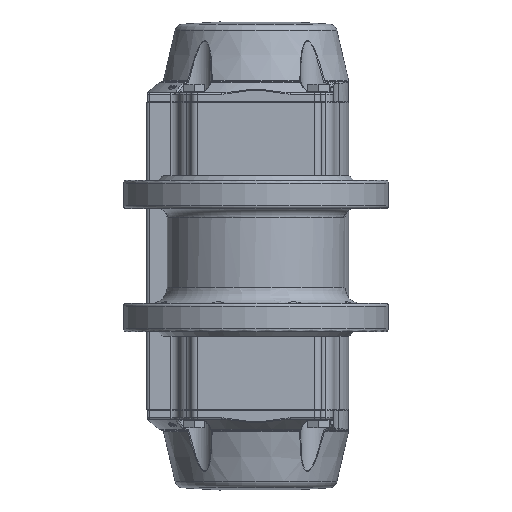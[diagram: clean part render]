
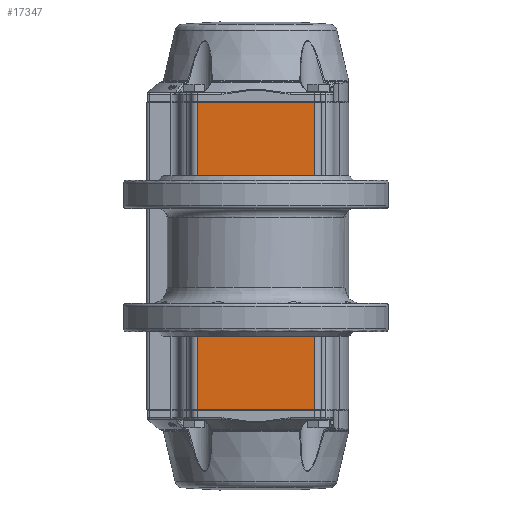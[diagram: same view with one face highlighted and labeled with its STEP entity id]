
A CAD part, front view. The second image highlights one B-rep face of the part: STEP entity #17347.
In plain terms, the highlighted planar face has unit normal (0, -1, 0).
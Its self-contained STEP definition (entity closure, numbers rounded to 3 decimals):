
#738=PLANE('',#18708);
#1124=LINE('',#35563,#1923);
#1180=LINE('',#35748,#1979);
#1274=LINE('',#36018,#2073);
#1275=LINE('',#36021,#2074);
#1923=VECTOR('',#21040,1000.);
#1979=VECTOR('',#21230,1000.);
#2073=VECTOR('',#21514,1000.);
#2074=VECTOR('',#21519,1000.);
#2784=CIRCLE('',#18709,3.4);
#2785=CIRCLE('',#18710,3.4);
#2786=CIRCLE('',#18711,3.4);
#2787=CIRCLE('',#18712,3.4);
#2788=CIRCLE('',#18713,4.25);
#2789=CIRCLE('',#18714,4.25);
#2790=CIRCLE('',#18715,4.25);
#2791=CIRCLE('',#18716,4.25);
#2792=CIRCLE('',#18717,27.5);
#4931=ORIENTED_EDGE('',*,*,#8907,.F.);
#4932=ORIENTED_EDGE('',*,*,#8773,.T.);
#4933=ORIENTED_EDGE('',*,*,#8909,.T.);
#4934=ORIENTED_EDGE('',*,*,#8681,.T.);
#4935=ORIENTED_EDGE('',*,*,#8910,.F.);
#4936=ORIENTED_EDGE('',*,*,#8911,.F.);
#4937=ORIENTED_EDGE('',*,*,#8912,.F.);
#4938=ORIENTED_EDGE('',*,*,#8913,.F.);
#4939=ORIENTED_EDGE('',*,*,#8914,.F.);
#4940=ORIENTED_EDGE('',*,*,#8915,.F.);
#4941=ORIENTED_EDGE('',*,*,#8916,.F.);
#4942=ORIENTED_EDGE('',*,*,#8917,.F.);
#4943=ORIENTED_EDGE('',*,*,#8918,.T.);
#8681=EDGE_CURVE('',#10812,#10815,#1124,.T.);
#8773=EDGE_CURVE('',#10878,#10877,#1180,.T.);
#8907=EDGE_CURVE('',#10878,#10815,#1274,.T.);
#8909=EDGE_CURVE('',#10877,#10812,#1275,.T.);
#8910=EDGE_CURVE('',#10959,#10959,#2784,.T.);
#8911=EDGE_CURVE('',#10960,#10960,#2785,.T.);
#8912=EDGE_CURVE('',#10961,#10961,#2786,.T.);
#8913=EDGE_CURVE('',#10962,#10962,#2787,.T.);
#8914=EDGE_CURVE('',#10963,#10963,#2788,.T.);
#8915=EDGE_CURVE('',#10964,#10964,#2789,.T.);
#8916=EDGE_CURVE('',#10965,#10965,#2790,.T.);
#8917=EDGE_CURVE('',#10966,#10966,#2791,.T.);
#8918=EDGE_CURVE('',#10967,#10967,#2792,.T.);
#10812=VERTEX_POINT('',#35557);
#10815=VERTEX_POINT('',#35562);
#10877=VERTEX_POINT('',#35747);
#10878=VERTEX_POINT('',#35749);
#10959=VERTEX_POINT('',#36023);
#10960=VERTEX_POINT('',#36025);
#10961=VERTEX_POINT('',#36027);
#10962=VERTEX_POINT('',#36029);
#10963=VERTEX_POINT('',#36031);
#10964=VERTEX_POINT('',#36033);
#10965=VERTEX_POINT('',#36035);
#10966=VERTEX_POINT('',#36037);
#10967=VERTEX_POINT('',#36039);
#12851=EDGE_LOOP('',(#4931,#4932,#4933,#4934));
#12852=EDGE_LOOP('',(#4935));
#12853=EDGE_LOOP('',(#4936));
#12854=EDGE_LOOP('',(#4937));
#12855=EDGE_LOOP('',(#4938));
#12856=EDGE_LOOP('',(#4939));
#12857=EDGE_LOOP('',(#4940));
#12858=EDGE_LOOP('',(#4941));
#12859=EDGE_LOOP('',(#4942));
#12860=EDGE_LOOP('',(#4943));
#14126=FACE_BOUND('',#12851,.T.);
#14127=FACE_BOUND('',#12852,.T.);
#14128=FACE_BOUND('',#12853,.T.);
#14129=FACE_BOUND('',#12854,.T.);
#14130=FACE_BOUND('',#12855,.T.);
#14131=FACE_BOUND('',#12856,.T.);
#14132=FACE_BOUND('',#12857,.T.);
#14133=FACE_BOUND('',#12858,.T.);
#14134=FACE_BOUND('',#12859,.T.);
#14135=FACE_BOUND('',#12860,.T.);
#17347=ADVANCED_FACE('',(#14126,#14127,#14128,#14129,#14130,#14131,#14132,
#14133,#14134,#14135),#738,.F.);
#18708=AXIS2_PLACEMENT_3D('',#36020,#21517,#21518);
#18709=AXIS2_PLACEMENT_3D('',#36022,#21520,#21521);
#18710=AXIS2_PLACEMENT_3D('',#36024,#21522,#21523);
#18711=AXIS2_PLACEMENT_3D('',#36026,#21524,#21525);
#18712=AXIS2_PLACEMENT_3D('',#36028,#21526,#21527);
#18713=AXIS2_PLACEMENT_3D('',#36030,#21528,#21529);
#18714=AXIS2_PLACEMENT_3D('',#36032,#21530,#21531);
#18715=AXIS2_PLACEMENT_3D('',#36034,#21532,#21533);
#18716=AXIS2_PLACEMENT_3D('',#36036,#21534,#21535);
#18717=AXIS2_PLACEMENT_3D('',#36038,#21536,#21537);
#21040=DIRECTION('',(1.,0.,0.));
#21230=DIRECTION('',(-1.,0.,0.));
#21514=DIRECTION('',(0.,0.,-1.));
#21517=DIRECTION('',(0.,1.,0.));
#21518=DIRECTION('',(0.,0.,1.));
#21519=DIRECTION('',(0.,0.,-1.));
#21520=DIRECTION('',(0.,-1.,0.));
#21521=DIRECTION('',(0.,0.,-1.));
#21522=DIRECTION('',(0.,-1.,0.));
#21523=DIRECTION('',(0.,0.,-1.));
#21524=DIRECTION('',(0.,-1.,0.));
#21525=DIRECTION('',(0.,0.,-1.));
#21526=DIRECTION('',(0.,-1.,0.));
#21527=DIRECTION('',(0.,0.,-1.));
#21528=DIRECTION('',(0.,-1.,0.));
#21529=DIRECTION('',(0.,0.,-1.));
#21530=DIRECTION('',(0.,-1.,0.));
#21531=DIRECTION('',(0.,0.,-1.));
#21532=DIRECTION('',(0.,-1.,0.));
#21533=DIRECTION('',(0.,0.,-1.));
#21534=DIRECTION('',(0.,-1.,0.));
#21535=DIRECTION('',(0.,0.,-1.));
#21536=DIRECTION('',(0.,1.,0.));
#21537=DIRECTION('',(0.,0.,1.));
#35557=CARTESIAN_POINT('',(-44.,-80.,-115.));
#35562=CARTESIAN_POINT('',(44.,-80.,-115.));
#35563=CARTESIAN_POINT('',(-44.,-80.,-115.));
#35747=CARTESIAN_POINT('',(-44.,-80.,115.));
#35748=CARTESIAN_POINT('',(-44.,-80.,115.));
#35749=CARTESIAN_POINT('',(44.,-80.,115.));
#36018=CARTESIAN_POINT('',(44.,-80.,115.5));
#36020=CARTESIAN_POINT('',(-44.,-80.,115.5));
#36021=CARTESIAN_POINT('',(-44.,-80.,115.5));
#36022=CARTESIAN_POINT('',(24.749,-80.,24.749));
#36023=CARTESIAN_POINT('',(24.749,-80.,21.349));
#36024=CARTESIAN_POINT('',(24.749,-80.,-24.749));
#36025=CARTESIAN_POINT('',(24.749,-80.,-28.149));
#36026=CARTESIAN_POINT('',(-24.749,-80.,-24.749));
#36027=CARTESIAN_POINT('',(-24.749,-80.,-28.149));
#36028=CARTESIAN_POINT('',(-24.749,-80.,24.749));
#36029=CARTESIAN_POINT('',(-24.749,-80.,21.349));
#36030=CARTESIAN_POINT('',(36.062,-80.,36.062));
#36031=CARTESIAN_POINT('',(36.062,-80.,31.812));
#36032=CARTESIAN_POINT('',(36.062,-80.,-36.062));
#36033=CARTESIAN_POINT('',(36.062,-80.,-40.312));
#36034=CARTESIAN_POINT('',(-36.062,-80.,-36.062));
#36035=CARTESIAN_POINT('',(-36.062,-80.,-40.312));
#36036=CARTESIAN_POINT('',(-36.062,-80.,36.062));
#36037=CARTESIAN_POINT('',(-36.062,-80.,31.812));
#36038=CARTESIAN_POINT('',(0.,-80.,0.));
#36039=CARTESIAN_POINT('',(0.,-80.,27.5));
